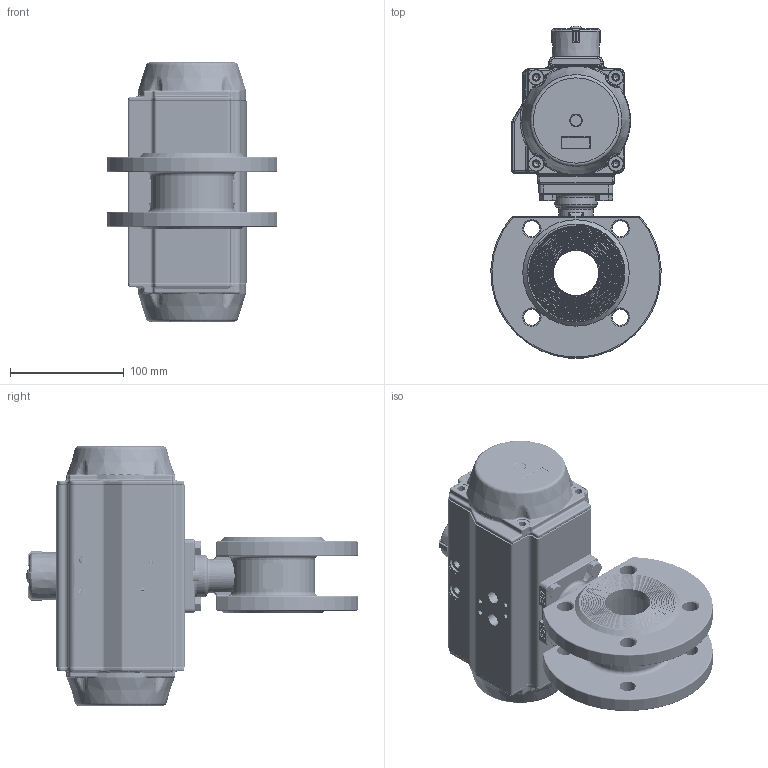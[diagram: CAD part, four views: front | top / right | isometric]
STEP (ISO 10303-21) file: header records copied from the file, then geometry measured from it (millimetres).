
FILE_DESCRIPTION(/* description */ ('Unknown'),/* implementation_level */ '2;1');
FILE_NAME(/* name */ 'PE04 0939-08',/* time_stamp */ '2025-03-20T08:46:17+01:00',/* author */ ('Unknown'),/* organization */ ('Unknown'),/* preprocessor_version */ 'ST-DEVELOPER v19.4',/* originating_system */ 'Solid Edge',/* authorisation */ 'Unknown');
FILE_SCHEMA (('AUTOMOTIVE_DESIGN {1 0 10303 214 3 1 1}'));
Products named in the file (19): PE04 0939-08; 939-08_(8M.460.040); Plate Washer; Cap; Stem; Small hex thin nuts-Fine pitch thread GB_GB_FASTENER_NUT_SSFNTT B M20
X1.0-N; Body; Nut Stopper; PD05_PE04; VTE85____; Optische Anzeige; ______; ________(___________; cup head nib bolts with large head gb_GB_FASTENER_BOLT_CHNBW M6X25-N; huosai85; zhou85; vt85-2016-06-25  _______MIR; vt85-2016-06-25; DIN 933 M8x22 A2-70 BLK_EDST
Assembly tree (25 placements, depth 4):
  PE04 0939-08
    939-08_(8M.460.040)
      Plate Washer
      Cap
      Stem
      Small hex thin nuts-Fine pitch thread GB_GB_FASTENER_NUT_SSFNTT B M20
X1.0-N
      Body
      Nut Stopper
    PD05_PE04
      VTE85____
      Optische Anzeige
        ______
        ________(___________  x4
        cup head nib bolts with large head gb_GB_FASTENER_BOLT_CHNBW M6X25-N
      huosai85  x2
      zhou85
      vt85-2016-06-25  _______MIR
      vt85-2016-06-25
    DIN 933 M8x22 A2-70 BLK_EDST  x4
Bounding box: 149.86 x 292.03 x 228 mm (x, y, z)
Volume: 1610488.3 mm3; surface area: 440417.1 mm2
Topology: 23 solids, 23 shells, 3430 faces, 8535 edges, 5267 vertices
Faces by surface type: plane 1038, cylinder 818, bspline 768, torus 538, cone 247, sphere 21
Full cylindrical faces by diameter (mm): 3 x16, 3.3 x8, 4 x2, 4.134 x8, 4.66 x1, 4.917 x13, 5 x1, 6 x6, 6.2 x1, 6.647 x6, 8 x4, 11.445 x2, 12 x2, 13 x14, 13.4 x1, 14.2 x8, 16.2 x1, 16.5 x1, 18 x4, 18.5 x1, 18.7 x1, 18.917 x1, 20 x7, 22 x1, 22.5 x1, 23 x12, 23.3 x1, 26 x1, 27 x1, 27.5 x1
Entity records: 133592 total; most frequent: CARTESIAN_POINT 75024, ORIENTED_EDGE 12784, DIRECTION 10567, EDGE_CURVE 6392, AXIS2_PLACEMENT_3D 4161, VERTEX_POINT 4154, FACE_BOUND 3250, EDGE_LOOP 3238
